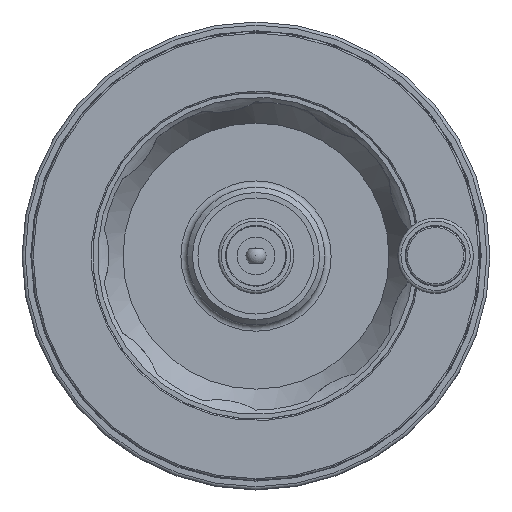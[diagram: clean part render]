
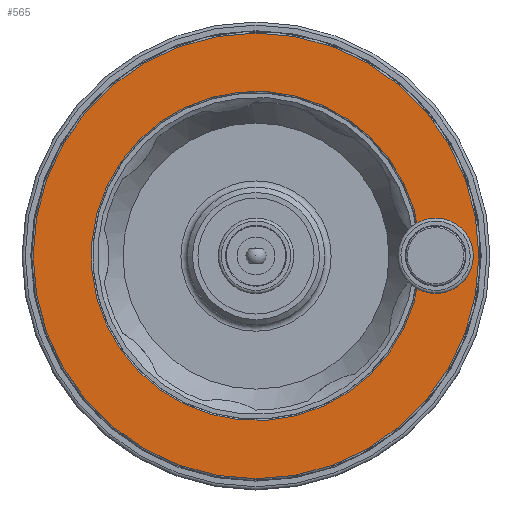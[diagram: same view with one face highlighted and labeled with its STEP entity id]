
A CAD part, top view. The second image highlights one B-rep face of the part: STEP entity #565.
In plain terms, the highlighted planar face has unit normal (0, 0, 1).
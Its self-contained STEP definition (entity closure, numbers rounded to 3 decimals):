
#565 = ADVANCED_FACE( '', ( #1220, #1221 ), #1222, .F. );
#1220 = FACE_OUTER_BOUND( '', #2349, .T. );
#1221 = FACE_BOUND( '', #2350, .T. );
#1222 = PLANE( '', #2351 );
#2349 = EDGE_LOOP( '', ( #4038 ) );
#2350 = EDGE_LOOP( '', ( #4039, #4040, #4041, #4042, #4043, #4044 ) );
#2351 = AXIS2_PLACEMENT_3D( '', #4045, #4046, #4047 );
#4038 = ORIENTED_EDGE( '', *, *, #7641, .T. );
#4039 = ORIENTED_EDGE( '', *, *, #7642, .F. );
#4040 = ORIENTED_EDGE( '', *, *, #7643, .F. );
#4041 = ORIENTED_EDGE( '', *, *, #7644, .F. );
#4042 = ORIENTED_EDGE( '', *, *, #7645, .F. );
#4043 = ORIENTED_EDGE( '', *, *, #7646, .F. );
#4044 = ORIENTED_EDGE( '', *, *, #7647, .T. );
#4045 = CARTESIAN_POINT( '', ( 0., 71.55, 15.35 ) );
#4046 = DIRECTION( '', ( 0., 0., -1. ) );
#4047 = DIRECTION( '', ( -1., 0., 0. ) );
#7641 = EDGE_CURVE( '', #9034, #9034, #9035, .F. );
#7642 = EDGE_CURVE( '', #9036, #9037, #9038, .T. );
#7643 = EDGE_CURVE( '', #9039, #9036, #9040, .T. );
#7644 = EDGE_CURVE( '', #9041, #9039, #9042, .T. );
#7645 = EDGE_CURVE( '', #9043, #9041, #9044, .T. );
#7646 = EDGE_CURVE( '', #9045, #9043, #9046, .T. );
#7647 = EDGE_CURVE( '', #9045, #9037, #9047, .T. );
#9034 = VERTEX_POINT( '', #11400 );
#9035 = CIRCLE( '', #11401, 71.05 );
#9036 = VERTEX_POINT( '', #11402 );
#9037 = VERTEX_POINT( '', #11403 );
#9038 = LINE( '', #11404, #11405 );
#9039 = VERTEX_POINT( '', #11406 );
#9040 = LINE( '', #11407, #11408 );
#9041 = VERTEX_POINT( '', #11409 );
#9042 = LINE( '', #11410, #11411 );
#9043 = VERTEX_POINT( '', #11412 );
#9044 = LINE( '', #11413, #11414 );
#9045 = VERTEX_POINT( '', #11415 );
#9046 = LINE( '', #11416, #11417 );
#9047 = CIRCLE( '', #11418, 52.5 );
#11400 = CARTESIAN_POINT( '', ( -71.05, 0., 15.35 ) );
#11401 = AXIS2_PLACEMENT_3D( '', #16032, #16033, #16034 );
#11402 = CARTESIAN_POINT( '', ( 57.296, 8.625, 15.35 ) );
#11403 = CARTESIAN_POINT( '', ( 52.175, 5.831, 15.35 ) );
#11404 = CARTESIAN_POINT( '', ( 39.594, -1.032, 15.35 ) );
#11405 = VECTOR( '', #16035, 1000. );
#11406 = CARTESIAN_POINT( '', ( 64.621, 4.555, 15.35 ) );
#11407 = CARTESIAN_POINT( '', ( -13.198, 47.799, 15.35 ) );
#11408 = VECTOR( '', #16036, 1000. );
#11409 = CARTESIAN_POINT( '', ( 64.621, -4.555, 15.35 ) );
#11410 = CARTESIAN_POINT( '', ( 64.621, 71.55, 15.35 ) );
#11411 = VECTOR( '', #16037, 1000. );
#11412 = CARTESIAN_POINT( '', ( 57.296, -8.625, 15.35 ) );
#11413 = CARTESIAN_POINT( '', ( 47.56, -14.036, 15.35 ) );
#11414 = VECTOR( '', #16038, 1000. );
#11415 = CARTESIAN_POINT( '', ( 52.175, -5.831, 15.35 ) );
#11416 = CARTESIAN_POINT( '', ( -20.566, 33.85, 15.35 ) );
#11417 = VECTOR( '', #16039, 1000. );
#11418 = AXIS2_PLACEMENT_3D( '', #16040, #16041, #16042 );
#16032 = CARTESIAN_POINT( '', ( 0., 0., 15.35 ) );
#16033 = DIRECTION( '', ( 0., 0., -1. ) );
#16034 = DIRECTION( '', ( -1., 0., 0. ) );
#16035 = DIRECTION( '', ( -0.878, -0.479, 0. ) );
#16036 = DIRECTION( '', ( -0.874, 0.486, 0. ) );
#16037 = DIRECTION( '', ( 0., 1., 0. ) );
#16038 = DIRECTION( '', ( 0.874, 0.486, 0. ) );
#16039 = DIRECTION( '', ( 0.878, -0.479, 0. ) );
#16040 = CARTESIAN_POINT( '', ( 0., 0., 15.35 ) );
#16041 = DIRECTION( '', ( 0., 0., -1. ) );
#16042 = DIRECTION( '', ( -1., 0., 0. ) );
